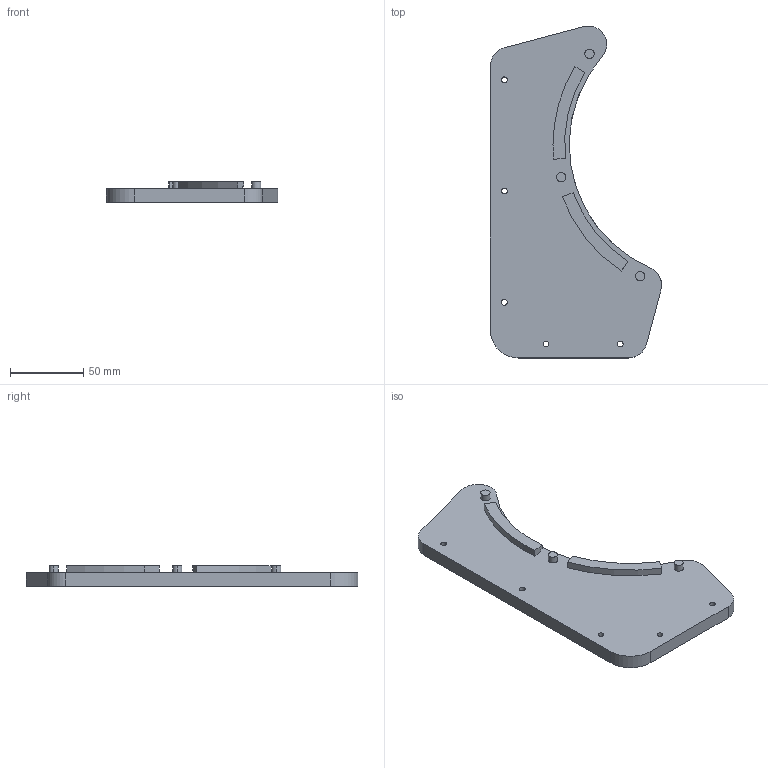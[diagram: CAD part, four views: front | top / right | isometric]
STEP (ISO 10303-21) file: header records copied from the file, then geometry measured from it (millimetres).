
FILE_DESCRIPTION (( 'STEP AP214' ), '1' );
FILE_NAME ('left mounting bracket.STEP', '2025-04-18T08:21:39', ( '' ), ( '' ), 'SwSTEP 2.0', 'SolidWorks 2024', '' );
FILE_SCHEMA (( 'AUTOMOTIVE_DESIGN' ));
Length unit declared in the file: inch
Products named in the file (1): left mounting bracket
Bounding box: 117.23 x 227.38 x 14.29 mm (x, y, z)
Volume: 163244.6 mm3; surface area: 42422.5 mm2
Topology: 1 solids, 1 shells, 51 faces, 132 edges, 88 vertices
Faces by surface type: cylinder 32, plane 17, cone 2
Entity records: 1674 total; most frequent: CARTESIAN_POINT 316, DIRECTION 297, ORIENTED_EDGE 264, EDGE_CURVE 132, AXIS2_PLACEMENT_3D 117, VERTEX_POINT 88, EDGE_LOOP 66, CIRCLE 65
